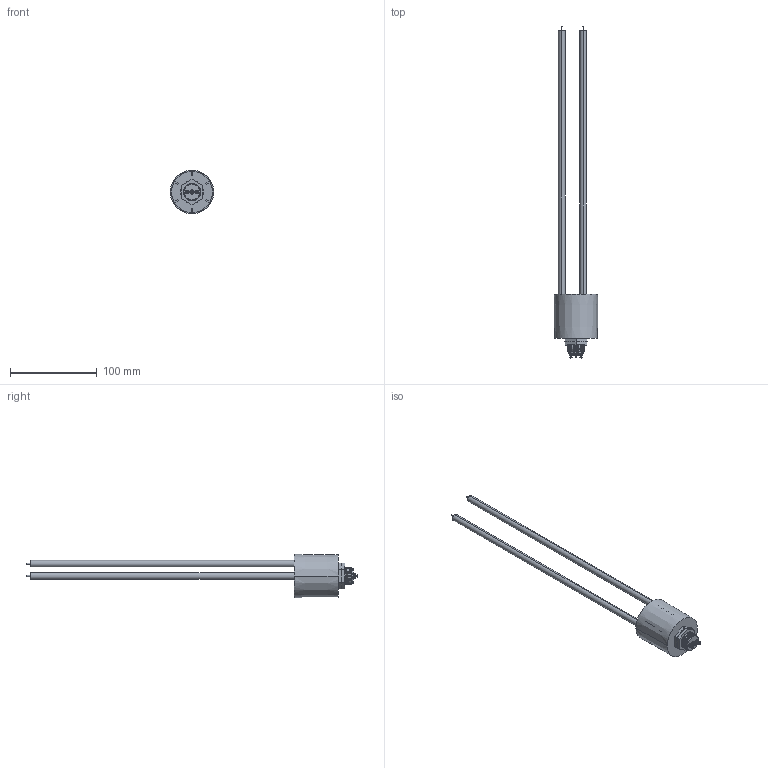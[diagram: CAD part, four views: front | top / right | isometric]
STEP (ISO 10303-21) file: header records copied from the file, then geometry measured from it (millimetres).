
FILE_DESCRIPTION (( 'STEP AP214' ), '1' );
FILE_NAME ('G62A-B_step_101113.STEP', '2013-10-11T18:44:03', ( 'User' ), ( '' ), 'SwSTEP 2.0', 'SolidWorks 2013', '' );
FILE_SCHEMA (( 'AUTOMOTIVE_DESIGN' ));
Length unit declared in the file: inch
Products named in the file (1): G62A-B_step_101113
Bounding box: 50.42 x 383.63 x 50.42 mm (x, y, z)
Volume: 52095.7 mm3; surface area: 49983.8 mm2
Topology: 12 solids, 14 shells, 470 faces, 1180 edges, 774 vertices
Faces by surface type: plane 215, cylinder 148, bspline 75, cone 23, sphere 7, torus 2
Entity records: 27746 total; most frequent: CARTESIAN_POINT 10915, ORIENTED_EDGE 2360, DIRECTION 1889, EDGE_CURVE 1180, VERTEX_POINT 774, AXIS2_PLACEMENT_3D 630, VECTOR 629, LINE 629
